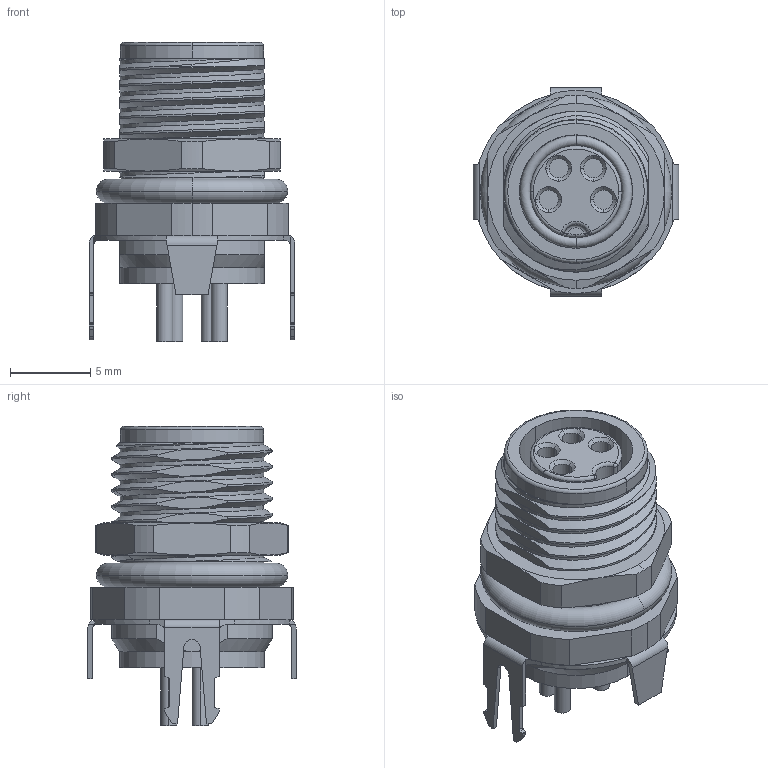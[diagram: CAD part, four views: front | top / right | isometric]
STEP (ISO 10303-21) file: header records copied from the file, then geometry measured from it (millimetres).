
FILE_DESCRIPTION(('STEP AP242'),'1');
FILE_NAME('t4041037041-000.stp','2022-07-12T13:01:24',('TraceParts'),('TraceParts S.A.'),'Spatial InterOp 3D',' ',' ');
FILE_SCHEMA(('AP242_MANAGED_MODEL_BASED_3D_ENGINEERING_MIM_LF {1 0 10303 442 1 1 4}'));
Length unit declared in the file: millimetre
Products named in the file (1): t4041037041-000
Bounding box: 12.8 x 13 x 18.6 mm (x, y, z)
Volume: 1203.4 mm3; surface area: 1344 mm2
Topology: 1 solids, 1 shells, 303 faces, 777 edges, 492 vertices
Faces by surface type: plane 120, cylinder 108, cone 41, torus 17, bspline 15, sphere 2
Entity records: 12874 total; most frequent: CARTESIAN_POINT 5629, ORIENTED_EDGE 1554, DIRECTION 1472, EDGE_CURVE 777, AXIS2_PLACEMENT_3D 560, VERTEX_POINT 492, LINE 352, VECTOR 352
